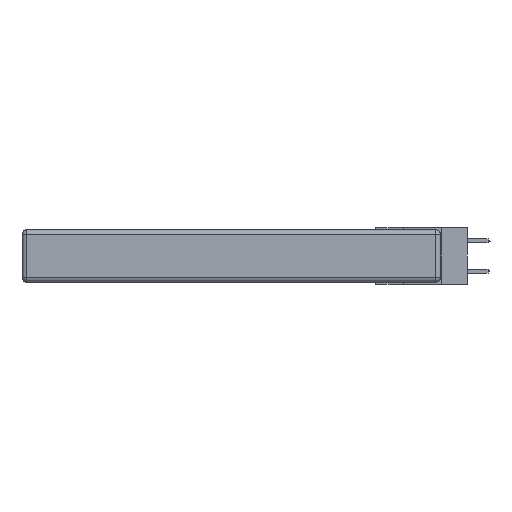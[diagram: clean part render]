
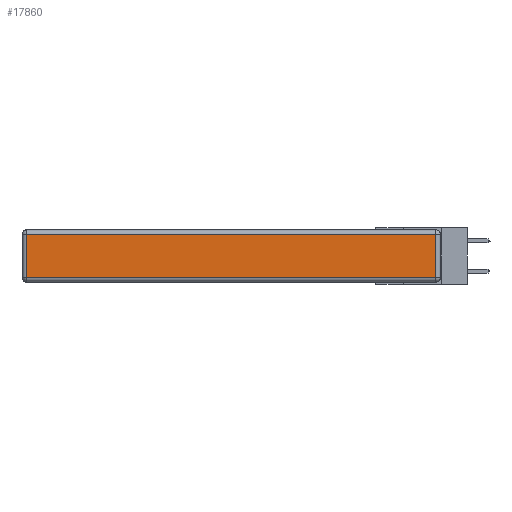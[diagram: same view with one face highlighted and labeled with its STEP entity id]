
A CAD part, left-side view. The second image highlights one B-rep face of the part: STEP entity #17860.
In plain terms, the highlighted planar face has unit normal (-1, 0, 0).
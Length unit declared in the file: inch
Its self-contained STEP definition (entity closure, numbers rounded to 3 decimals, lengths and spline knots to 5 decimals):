
#19 = CARTESIAN_POINT ( 'NONE',  ( 0., 0., -0.343 ) ) ;
#133 = VECTOR ( 'NONE', #19505, 39.37008 ) ;
#272 = PLANE ( 'NONE',  #13675 ) ;
#521 = DIRECTION ( 'NONE',  ( 0., 0., 1. ) ) ;
#757 = CARTESIAN_POINT ( 'NONE',  ( 0., 0.03, -0.03 ) ) ;
#1235 = EDGE_CURVE ( 'NONE', #22534, #2623, #5164, .T. ) ;
#2097 = DIRECTION ( 'NONE',  ( 0., 0., 1. ) ) ;
#2623 = VERTEX_POINT ( 'NONE', #21702 ) ;
#4792 = VECTOR ( 'NONE', #18109, 39.37008 ) ;
#5164 = LINE ( 'NONE', #12096, #133 ) ;
#5419 = DIRECTION ( 'NONE',  ( 0., -1., 0. ) ) ;
#7255 = LINE ( 'NONE', #11879, #15206 ) ;
#8234 = EDGE_CURVE ( 'NONE', #10772, #22534, #7255, .T. ) ;
#9633 = DIRECTION ( 'NONE',  ( -1., 0., 0. ) ) ;
#10772 = VERTEX_POINT ( 'NONE', #11290 ) ;
#11290 = CARTESIAN_POINT ( 'NONE',  ( 0., 0.03, -0.313 ) ) ;
#11293 = CARTESIAN_POINT ( 'NONE',  ( 0., 2.72, -0.313 ) ) ;
#11302 = ORIENTED_EDGE ( 'NONE', *, *, #1235, .T. ) ;
#11879 = CARTESIAN_POINT ( 'NONE',  ( 0., 0.03, -0.343 ) ) ;
#12096 = CARTESIAN_POINT ( 'NONE',  ( 0., 2.75, -0.03 ) ) ;
#13113 = CARTESIAN_POINT ( 'NONE',  ( 0., 0., -0.313 ) ) ;
#13675 = AXIS2_PLACEMENT_3D ( 'NONE', #19, #9633, #2097 ) ;
#14032 = FACE_OUTER_BOUND ( 'NONE', #23183, .T. ) ;
#14237 = VECTOR ( 'NONE', #5419, 39.37008 ) ;
#15206 = VECTOR ( 'NONE', #521, 39.37008 ) ;
#16958 = ORIENTED_EDGE ( 'NONE', *, *, #22140, .T. ) ;
#17860 = ADVANCED_FACE ( 'NONE', ( #14032 ), #272, .T. ) ;
#17939 = VERTEX_POINT ( 'NONE', #11293 ) ;
#18109 = DIRECTION ( 'NONE',  ( 0., 0., -1. ) ) ;
#18685 = EDGE_CURVE ( 'NONE', #2623, #17939, #23159, .T. ) ;
#18929 = ORIENTED_EDGE ( 'NONE', *, *, #8234, .T. ) ;
#18974 = LINE ( 'NONE', #13113, #14237 ) ;
#19257 = ORIENTED_EDGE ( 'NONE', *, *, #18685, .T. ) ;
#19505 = DIRECTION ( 'NONE',  ( 0., 1., 0. ) ) ;
#21657 = CARTESIAN_POINT ( 'NONE',  ( 0., 2.72, -0.343 ) ) ;
#21702 = CARTESIAN_POINT ( 'NONE',  ( 0., 2.72, -0.03 ) ) ;
#22140 = EDGE_CURVE ( 'NONE', #17939, #10772, #18974, .T. ) ;
#22534 = VERTEX_POINT ( 'NONE', #757 ) ;
#23159 = LINE ( 'NONE', #21657, #4792 ) ;
#23183 = EDGE_LOOP ( 'NONE', ( #16958, #18929, #11302, #19257 ) ) ;
